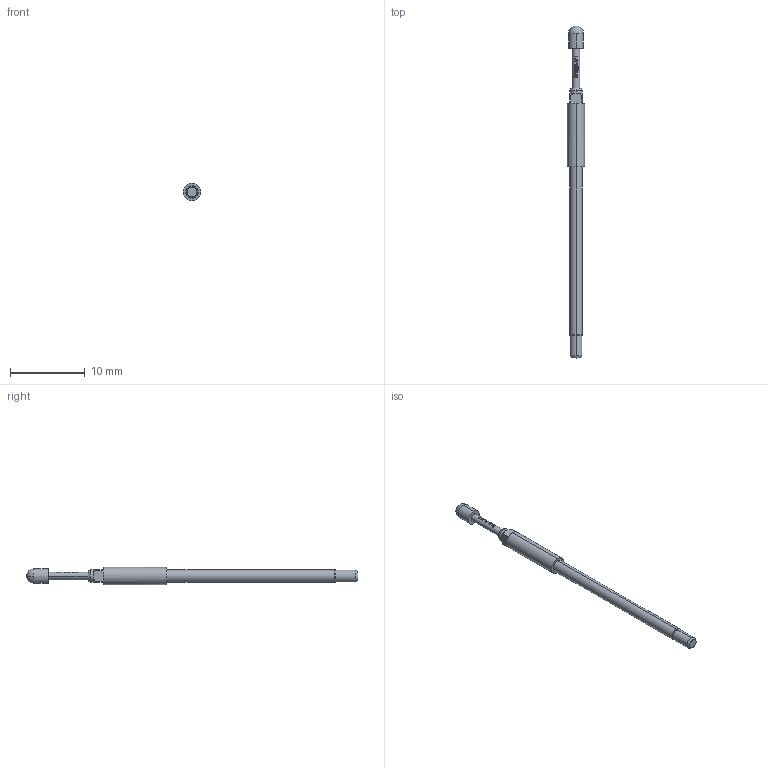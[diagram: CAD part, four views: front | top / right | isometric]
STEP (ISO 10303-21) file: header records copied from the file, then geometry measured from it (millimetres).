
FILE_DESCRIPTION (( 'STEP AP203' ), '1' );
FILE_NAME ('INGUN_GKS-112_305_200_A_5010_M_0.STEP', '2017-11-06T09:33:20', ( '' ), ( '' ), 'SwSTEP 2.0', 'SolidWorks 2016', '' );
FILE_SCHEMA (( 'CONFIG_CONTROL_DESIGN' ));
Length unit declared in the file: millimetre
Products named in the file (2): INGUN_GKS-112_305_200_A_5010_M_0
Bounding box: 2.3 x 44.3 x 2.3 mm (x, y, z)
Volume: 107 mm3; surface area: 248.8 mm2
Topology: 1 solids, 1 shells, 104 faces, 268 edges, 173 vertices
Faces by surface type: plane 52, bspline 22, cylinder 18, cone 8, torus 2, sphere 2
Entity records: 3599 total; most frequent: CARTESIAN_POINT 1093, ORIENTED_EDGE 532, DIRECTION 424, EDGE_CURVE 266, VERTEX_POINT 173, AXIS2_PLACEMENT_3D 168, EDGE_LOOP 113, FACE_OUTER_BOUND 104
